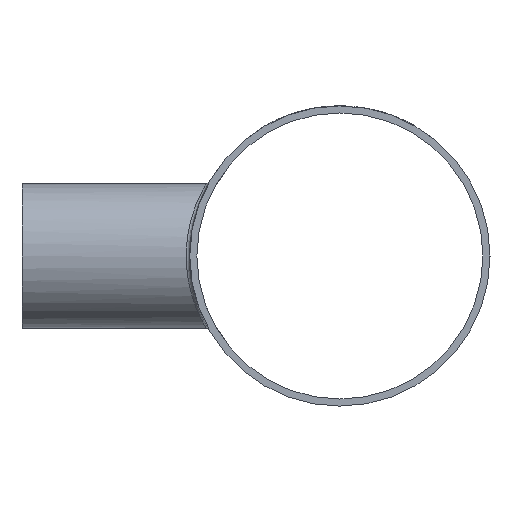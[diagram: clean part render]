
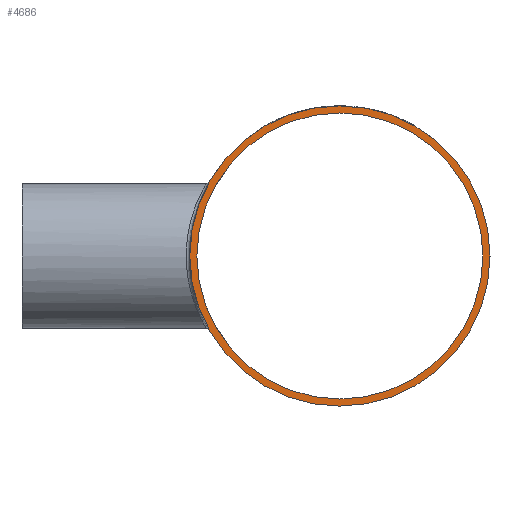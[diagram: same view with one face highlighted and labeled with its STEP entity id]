
A CAD part, left-side view. The second image highlights one B-rep face of the part: STEP entity #4686.
In plain terms, the highlighted planar face has unit normal (-1, 0, 0).
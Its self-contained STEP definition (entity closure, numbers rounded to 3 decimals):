
#1508 = CIRCLE ( 'NONE', #6652, 40.5 ) ;
#1616 = FACE_BOUND ( 'NONE', #11931, .T. ) ;
#1732 = CARTESIAN_POINT ( 'NONE',  ( -90., 0., 0. ) ) ;
#2840 = CARTESIAN_POINT ( 'NONE',  ( -90., 0., 42.5 ) ) ;
#3227 = FACE_OUTER_BOUND ( 'NONE', #6077, .T. ) ;
#3688 = CARTESIAN_POINT ( 'NONE',  ( -90., 0., 0. ) ) ;
#4158 = EDGE_CURVE ( 'NONE', #20327, #20327, #1508, .T. ) ;
#4686 = ADVANCED_FACE ( 'NONE', ( #1616, #3227 ), #17485, .T. ) ;
#6077 = EDGE_LOOP ( 'NONE', ( #9428 ) ) ;
#6281 = VERTEX_POINT ( 'NONE', #2840 ) ;
#6652 = AXIS2_PLACEMENT_3D ( 'NONE', #3688, #9324, #21404 ) ;
#8419 = CARTESIAN_POINT ( 'NONE',  ( -90., 0., 0. ) ) ;
#8741 = DIRECTION ( 'NONE',  ( -1., 0., 0. ) ) ;
#9324 = DIRECTION ( 'NONE',  ( -1., 0., 0. ) ) ;
#9428 = ORIENTED_EDGE ( 'NONE', *, *, #12652, .T. ) ;
#10599 = DIRECTION ( 'NONE',  ( -1., 0., 0. ) ) ;
#11931 = EDGE_LOOP ( 'NONE', ( #16749 ) ) ;
#12652 = EDGE_CURVE ( 'NONE', #6281, #6281, #20354, .T. ) ;
#16749 = ORIENTED_EDGE ( 'NONE', *, *, #4158, .F. ) ;
#17485 = PLANE ( 'NONE',  #18035 ) ;
#18035 = AXIS2_PLACEMENT_3D ( 'NONE', #1732, #8741, #22652 ) ;
#18688 = CARTESIAN_POINT ( 'NONE',  ( -90., 0., 40.5 ) ) ;
#20327 = VERTEX_POINT ( 'NONE', #18688 ) ;
#20354 = CIRCLE ( 'NONE', #21058, 42.5 ) ;
#21058 = AXIS2_PLACEMENT_3D ( 'NONE', #8419, #10599, #21063 ) ;
#21063 = DIRECTION ( 'NONE',  ( 0., 0., 1. ) ) ;
#21404 = DIRECTION ( 'NONE',  ( 0., 0., 1. ) ) ;
#22652 = DIRECTION ( 'NONE',  ( 0., 0., 1. ) ) ;
